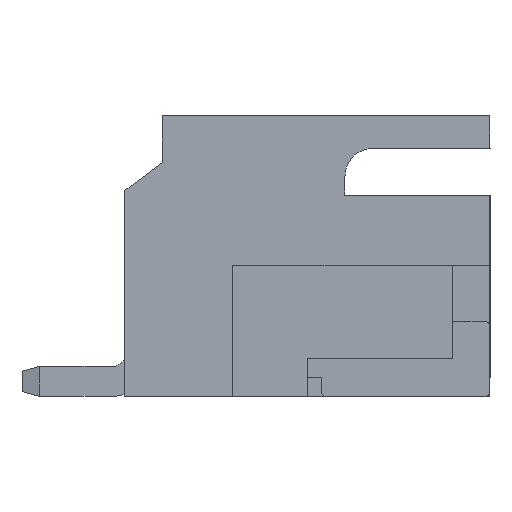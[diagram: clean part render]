
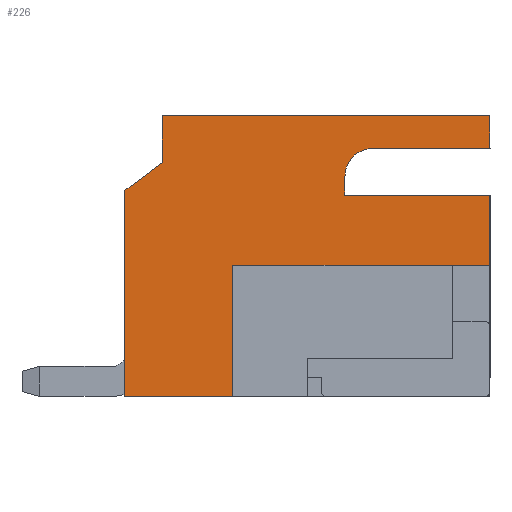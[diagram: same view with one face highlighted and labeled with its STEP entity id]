
A CAD part, left-side view. The second image highlights one B-rep face of the part: STEP entity #226.
In plain terms, the highlighted planar face has unit normal (-1, 0, 0).
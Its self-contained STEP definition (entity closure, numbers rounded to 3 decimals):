
#226=ADVANCED_FACE('',(#4764),#4766,.T.);
#4764=FACE_BOUND('',#4765,.T.);
#4765=EDGE_LOOP('',(#8349,#8350,#8351,#8352,#8353,#8354,#8355,#8356,#8357,#8358,
#8359,#8360,#8361));
#4766=PLANE('',#4767);
#4767=AXIS2_PLACEMENT_3D('',#4768,#4769,#4770);
#4768=CARTESIAN_POINT('',(-2.5,0.,0.));
#4769=DIRECTION('',(-1.,0.,0.));
#4770=DIRECTION('',(0.,0.,1.));
#8349=ORIENTED_EDGE('',*,*,#11027,.T.);
#8350=ORIENTED_EDGE('',*,*,#11028,.T.);
#8351=ORIENTED_EDGE('',*,*,#10982,.T.);
#8352=ORIENTED_EDGE('',*,*,#11026,.T.);
#8353=ORIENTED_EDGE('',*,*,#11005,.T.);
#8354=ORIENTED_EDGE('',*,*,#11029,.T.);
#8355=ORIENTED_EDGE('',*,*,#11030,.T.);
#8356=ORIENTED_EDGE('',*,*,#11031,.T.);
#8357=ORIENTED_EDGE('',*,*,#11032,.T.);
#8358=ORIENTED_EDGE('',*,*,#11033,.F.);
#8359=ORIENTED_EDGE('',*,*,#11034,.F.);
#8360=ORIENTED_EDGE('',*,*,#11035,.T.);
#8361=ORIENTED_EDGE('',*,*,#11036,.T.);
#10982=EDGE_CURVE('',#12355,#12353,#12356,.F.);
#11005=EDGE_CURVE('',#12398,#12396,#12399,.T.);
#11026=EDGE_CURVE('',#12353,#12398,#12427,.T.);
#11027=EDGE_CURVE('',#12428,#12429,#12430,.F.);
#11028=EDGE_CURVE('',#12429,#12355,#12431,.F.);
#11029=EDGE_CURVE('',#12396,#12432,#12433,.T.);
#11030=EDGE_CURVE('',#12432,#12434,#12435,.T.);
#11031=EDGE_CURVE('',#12434,#12436,#12437,.T.);
#11032=EDGE_CURVE('',#12436,#12438,#12439,.T.);
#11033=EDGE_CURVE('',#12440,#12438,#12441,.T.);
#11034=EDGE_CURVE('',#12442,#12440,#12443,.T.);
#11035=EDGE_CURVE('',#12442,#12444,#12445,.T.);
#11036=EDGE_CURVE('',#12444,#12428,#12446,.F.);
#12353=VERTEX_POINT('',#14571);
#12355=VERTEX_POINT('',#14575);
#12356=LINE('',#14576,#14577);
#12396=VERTEX_POINT('',#14661);
#12398=VERTEX_POINT('',#14665);
#12399=LINE('',#14666,#14667);
#12427=LINE('',#14737,#14738);
#12428=VERTEX_POINT('',#14740);
#12429=VERTEX_POINT('',#14741);
#12430=LINE('',#14742,#14743);
#12431=CIRCLE('',#14745,0.6);
#12432=VERTEX_POINT('',#14749);
#12433=LINE('',#14750,#14751);
#12434=VERTEX_POINT('',#14753);
#12435=LINE('',#14754,#14755);
#12436=VERTEX_POINT('',#14757);
#12437=LINE('',#14758,#14759);
#12438=VERTEX_POINT('',#14761);
#12439=LINE('',#14762,#14763);
#12440=VERTEX_POINT('',#14765);
#12441=LINE('',#14766,#14767);
#12442=VERTEX_POINT('',#14769);
#12443=LINE('',#14770,#14771);
#12444=VERTEX_POINT('',#14773);
#12445=LINE('',#14774,#14775);
#12446=LINE('',#14777,#14778);
#14571=CARTESIAN_POINT('',(-2.5,-7.,5.3));
#14575=CARTESIAN_POINT('',(-2.5,-4.5,5.3));
#14576=CARTESIAN_POINT('',(-2.5,-7.,5.3));
#14577=VECTOR('',#14578,1.);
#14578=DIRECTION('',(0.,1.,0.));
#14661=CARTESIAN_POINT('',(-2.5,0.,6.));
#14665=CARTESIAN_POINT('',(-2.5,-7.,6.));
#14666=CARTESIAN_POINT('',(-2.5,-7.,6.));
#14667=VECTOR('',#14668,1.);
#14668=DIRECTION('',(0.,1.,0.));
#14737=CARTESIAN_POINT('',(-2.5,-7.,5.3));
#14738=VECTOR('',#14739,1.);
#14739=DIRECTION('',(0.,0.,1.));
#14740=CARTESIAN_POINT('',(-2.5,-3.9,4.3));
#14741=CARTESIAN_POINT('',(-2.5,-3.9,4.7));
#14742=CARTESIAN_POINT('',(-2.5,-3.9,4.7));
#14743=VECTOR('',#14744,1.);
#14744=DIRECTION('',(0.,0.,-1.));
#14745=AXIS2_PLACEMENT_3D('',#14746,#14747,#14748);
#14746=CARTESIAN_POINT('',(-2.5,-4.5,4.7));
#14747=DIRECTION('',(-1.,0.,0.));
#14748=DIRECTION('',(0.,0.,1.));
#14749=CARTESIAN_POINT('',(-2.5,0.,5.));
#14750=CARTESIAN_POINT('',(-2.5,0.,6.));
#14751=VECTOR('',#14752,1.);
#14752=DIRECTION('',(0.,0.,-1.));
#14753=CARTESIAN_POINT('',(-2.5,0.8,4.4));
#14754=CARTESIAN_POINT('',(-2.5,0.,5.));
#14755=VECTOR('',#14756,1.);
#14756=DIRECTION('',(0.,0.8,-0.6));
#14757=CARTESIAN_POINT('',(-2.5,0.8,0.));
#14758=CARTESIAN_POINT('',(-2.5,0.8,4.4));
#14759=VECTOR('',#14760,1.);
#14760=DIRECTION('',(0.,0.,-1.));
#14761=CARTESIAN_POINT('',(-2.5,-1.5,0.));
#14762=CARTESIAN_POINT('',(-2.5,0.8,0.));
#14763=VECTOR('',#14764,1.);
#14764=DIRECTION('',(0.,-1.,0.));
#14765=CARTESIAN_POINT('',(-2.5,-1.5,2.8));
#14766=CARTESIAN_POINT('',(-2.5,-1.5,2.8));
#14767=VECTOR('',#14768,1.);
#14768=DIRECTION('',(0.,0.,-1.));
#14769=CARTESIAN_POINT('',(-2.5,-7.,2.8));
#14770=CARTESIAN_POINT('',(-2.5,-7.,2.8));
#14771=VECTOR('',#14772,1.);
#14772=DIRECTION('',(0.,1.,0.));
#14773=CARTESIAN_POINT('',(-2.5,-7.,4.3));
#14774=CARTESIAN_POINT('',(-2.5,-7.,2.8));
#14775=VECTOR('',#14776,1.);
#14776=DIRECTION('',(0.,0.,1.));
#14777=CARTESIAN_POINT('',(-2.5,-3.9,4.3));
#14778=VECTOR('',#14779,1.);
#14779=DIRECTION('',(0.,-1.,0.));
